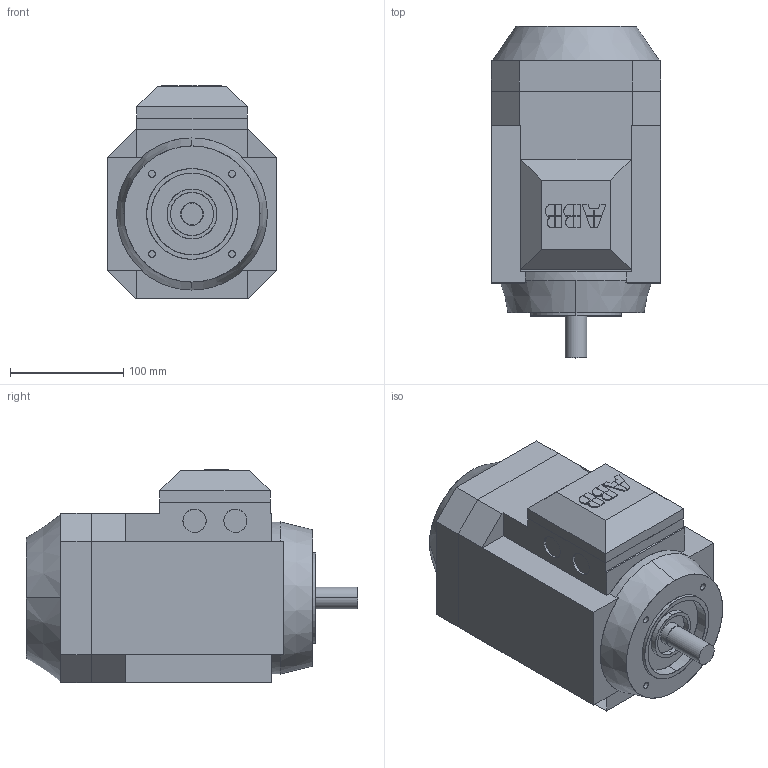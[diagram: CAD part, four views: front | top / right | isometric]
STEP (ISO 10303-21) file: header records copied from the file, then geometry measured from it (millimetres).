
FILE_DESCRIPTION(/* description */ (''),/* implementation_level */ '2;1');
FILE_NAME(/* name */ 'M3AA IE3 80L B14.stp',/* time_stamp */ '2015-07-31T12:35:23+02:00',/* author */ (''),/* organization */ (''),/* preprocessor_version */ 'ST-DEVELOPER v14',/* originating_system */ 'SIEMENS PLM Software NX 8.0',/* authorisation */ '');
FILE_SCHEMA (('AUTOMOTIVE_DESIGN { 1 0 10303 214 3 1 1 1 }'));
Length unit declared in the file: millimetre
Products named in the file (1): M3AA IE3 80L B14_igs
Bounding box: 149.5 x 292.5 x 188.25 mm (x, y, z)
Surface area: 206320.7 mm2 (no closed solid volume)
Topology: 0 solids, 168 shells, 168 faces, 799 edges, 798 vertices
Faces by surface type: plane 123, cylinder 31, bspline 10, cone 4
Full cylindrical faces by diameter (mm): 147.145 x1
Entity records: 10162 total; most frequent: CARTESIAN_POINT 2777, DIRECTION 1082, ORIENTED_EDGE 798, VERTEX_POINT 798, EDGE_CURVE 798, LINE 608, VECTOR 608, AXIS2_PLACEMENT_3D 237
